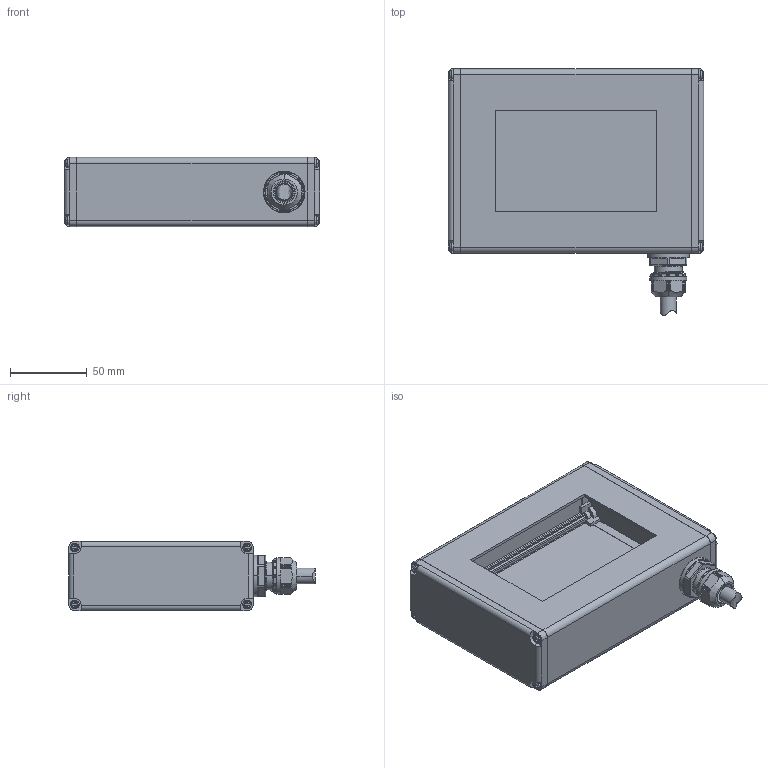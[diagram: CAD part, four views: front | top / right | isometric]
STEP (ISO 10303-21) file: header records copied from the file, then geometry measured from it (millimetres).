
FILE_DESCRIPTION (( 'STEP AP203' ), '1' );
FILE_NAME ('CMC-304N-STP.step', '2025-06-23T08:58:36', ( '' ), ( '' ), 'SwSTEP 2.0', 'SolidWorks 2020', '' );
FILE_SCHEMA (( 'CONFIG_CONTROL_DESIGN' ));
Length unit declared in the file: millimetre
Products named in the file (1): CMC-304N-STP
Bounding box: 166 x 160.36 x 45 mm (x, y, z)
Volume: 131128.8 mm3; surface area: 119594.4 mm2
Topology: 2 solids, 3 shells, 850 faces, 2344 edges, 1524 vertices
Faces by surface type: plane 462, cylinder 222, bspline 95, cone 55, torus 16
Entity records: 31759 total; most frequent: CARTESIAN_POINT 10583, ORIENTED_EDGE 4688, DIRECTION 4094, EDGE_CURVE 2344, VERTEX_POINT 1524, LINE 1398, VECTOR 1398, AXIS2_PLACEMENT_3D 1348
